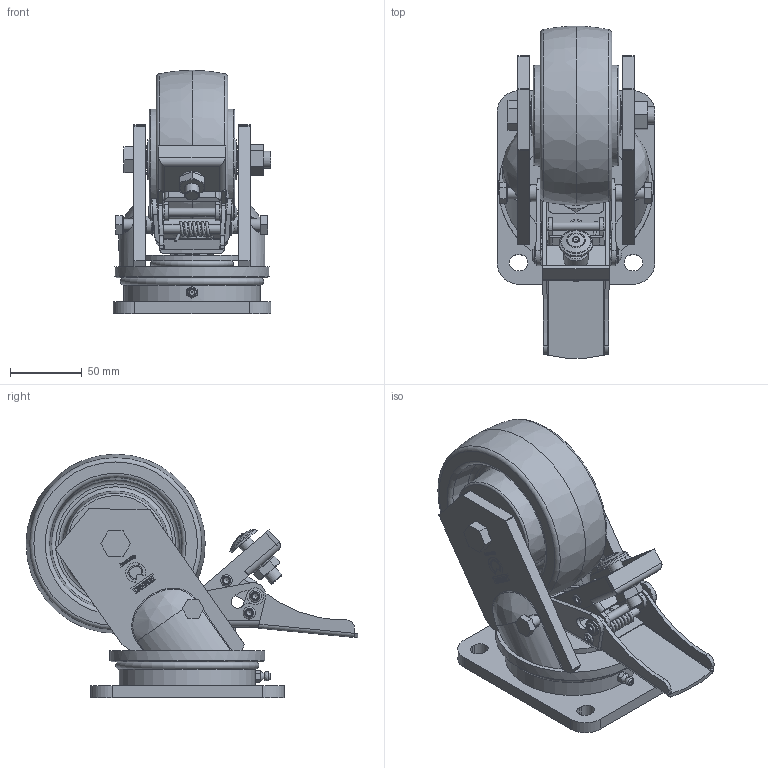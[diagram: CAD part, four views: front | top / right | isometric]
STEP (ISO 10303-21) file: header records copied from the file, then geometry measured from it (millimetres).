
FILE_DESCRIPTION(/* description */ (''),/* implementation_level */ '2;1');
FILE_NAME(/* name */ '0019295K_LP_PO_125_KDS',/* time_stamp */ '2010-12-16T11:35:39+01:00',/* author */ (''),/* organization */ (''),/* preprocessor_version */ 'ST-DEVELOPER v9',/* originating_system */ 'UGS - NX 4.0',/* authorisation */ '');
FILE_SCHEMA (('CONFIG_CONTROL_DESIGN'));
Length unit declared in the file: millimetre
Products named in the file (1): 0019295K_LP_PO_125_KDS
Bounding box: 110 x 231.52 x 170 mm (x, y, z)
Volume: 1043467.6 mm3; surface area: 235213.9 mm2
Topology: 5 solids, 13 shells, 1021 faces, 2690 edges, 1768 vertices
Faces by surface type: plane 514, extrusion 202, cylinder 194, cone 48, torus 39, bspline 19, sphere 5
Full cylindrical faces by diameter (mm): 2 x2, 4 x3, 5.8 x4, 6 x14, 6.3 x2, 6.918 x1, 8 x3, 8.2 x2, 8.4 x2, 8.5 x4, 9 x1, 9.8 x1, 10 x5, 11.63 x1, 11.8 x2, 12 x6, 12.2 x2, 17 x1, 19.794 x3, 20 x3, 20.5 x1, 23.6 x1, 24 x1, 25 x1, 28 x2, 28.802 x4, 35 x1, 38.198 x4, 75 x1, 95 x1
Entity records: 34887 total; most frequent: CARTESIAN_POINT 12014, ORIENTED_EDGE 4906, DIRECTION 3852, EDGE_CURVE 2453, VERTEX_POINT 1686, AXIS2_PLACEMENT_3D 1330, EDGE_LOOP 1327, VECTOR 1192
